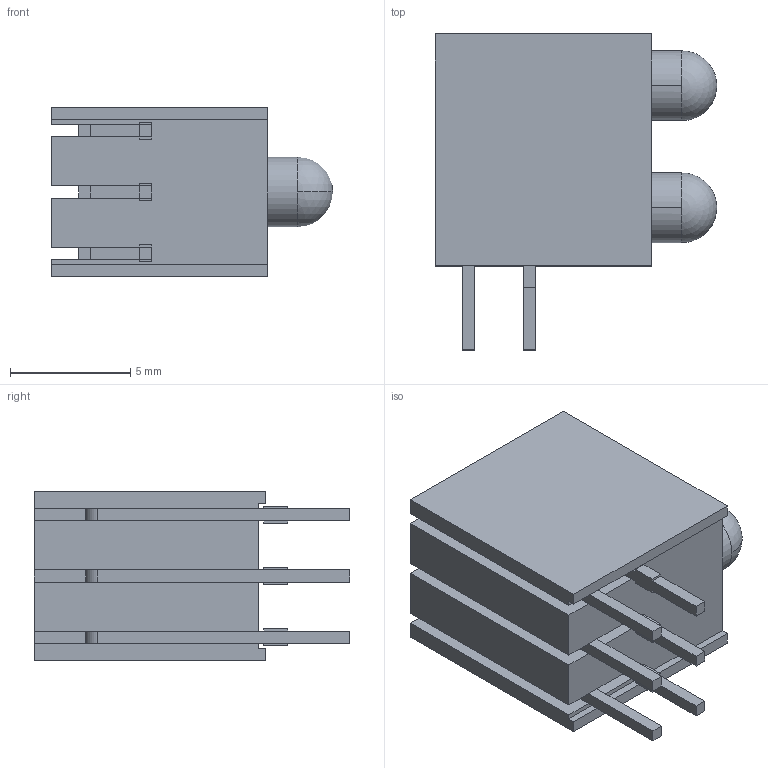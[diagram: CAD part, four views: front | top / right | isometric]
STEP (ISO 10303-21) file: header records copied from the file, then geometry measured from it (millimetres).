
FILE_DESCRIPTION (( 'STEP AP214' ), '1' );
FILE_NAME ('130WCP.STEP', '2008-08-27T19:59:05', ( '' ), ( '' ), 'SwSTEP 2.0', 'SolidWorks 2008', '' );
FILE_SCHEMA (( 'AUTOMOTIVE_DESIGN' ));
Length unit declared in the file: millimetre
Products named in the file (1): 130WCP
Bounding box: 11.72 x 13.15 x 7 mm (x, y, z)
Volume: 592.2 mm3; surface area: 661.3 mm2
Topology: 1 solids, 1 shells, 395 faces, 1077 edges, 710 vertices
Faces by surface type: plane 268, bspline 116, cylinder 7, sphere 4
Entity records: 21506 total; most frequent: CARTESIAN_POINT 8567, ORIENTED_EDGE 2146, DIRECTION 1431, EDGE_CURVE 1073, LINE 811, VECTOR 811, VERTEX_POINT 710, EDGE_LOOP 425
